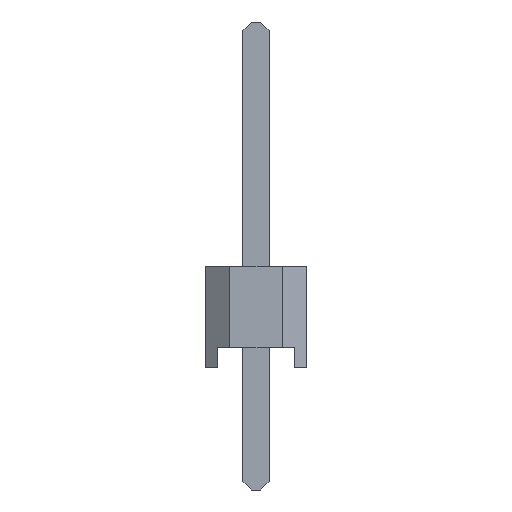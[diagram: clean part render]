
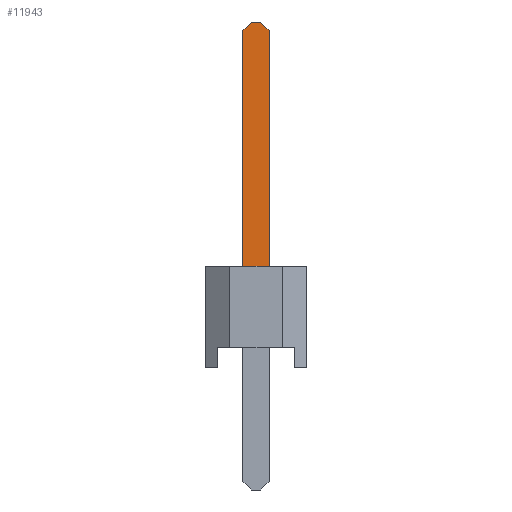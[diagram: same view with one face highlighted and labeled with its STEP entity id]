
A CAD part, left-side view. The second image highlights one B-rep face of the part: STEP entity #11943.
In plain terms, the highlighted planar face has unit normal (-1, 0, 0).
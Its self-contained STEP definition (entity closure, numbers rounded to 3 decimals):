
#515=FACE_OUTER_BOUND('',#1183,.T.);
#1183=EDGE_LOOP('',(#8460,#8461,#8462,#8463,#8464,#8465));
#2354=LINE('',#17564,#3836);
#2388=LINE('',#17631,#3870);
#2392=LINE('',#17639,#3874);
#2394=LINE('',#17643,#3876);
#2395=LINE('',#17645,#3877);
#2396=LINE('',#17646,#3878);
#3836=VECTOR('',#13963,1.);
#3870=VECTOR('',#14039,1.);
#3874=VECTOR('',#14045,1.);
#3876=VECTOR('',#14049,1.);
#3877=VECTOR('',#14050,1.);
#3878=VECTOR('',#14051,1.);
#5308=VERTEX_POINT('',#17560);
#5310=VERTEX_POINT('',#17563);
#5322=VERTEX_POINT('',#17630);
#5325=VERTEX_POINT('',#17638);
#5326=VERTEX_POINT('',#17642);
#5327=VERTEX_POINT('',#17644);
#6548=EDGE_CURVE('',#5308,#5310,#2354,.T.);
#6582=EDGE_CURVE('',#5308,#5322,#2388,.T.);
#6586=EDGE_CURVE('',#5325,#5310,#2392,.T.);
#6588=EDGE_CURVE('',#5322,#5326,#2394,.T.);
#6589=EDGE_CURVE('',#5326,#5327,#2395,.T.);
#6590=EDGE_CURVE('',#5327,#5325,#2396,.T.);
#8460=ORIENTED_EDGE('',*,*,#6548,.F.);
#8461=ORIENTED_EDGE('',*,*,#6582,.T.);
#8462=ORIENTED_EDGE('',*,*,#6588,.T.);
#8463=ORIENTED_EDGE('',*,*,#6589,.T.);
#8464=ORIENTED_EDGE('',*,*,#6590,.T.);
#8465=ORIENTED_EDGE('',*,*,#6586,.T.);
#11049=PLANE('',#12628);
#11943=ADVANCED_FACE('',(#515),#11049,.T.);
#12628=AXIS2_PLACEMENT_3D('',#17641,#14047,#14048);
#13963=DIRECTION('',(0.,1.,0.));
#14039=DIRECTION('',(0.,0.,1.));
#14045=DIRECTION('',(0.,0.,-1.));
#14047=DIRECTION('center_axis',(-1.,0.,0.));
#14048=DIRECTION('ref_axis',(0.,0.,1.));
#14049=DIRECTION('',(0.,0.707,0.707));
#14050=DIRECTION('',(0.,1.,0.));
#14051=DIRECTION('',(0.,0.707,-0.707));
#17560=CARTESIAN_POINT('',(-15.56,-0.32,2.5));
#17563=CARTESIAN_POINT('',(-15.56,0.32,2.5));
#17564=CARTESIAN_POINT('',(-15.56,0.,2.5));
#17630=CARTESIAN_POINT('',(-15.56,-0.32,8.3));
#17631=CARTESIAN_POINT('',(-15.56,-0.32,-2.8));
#17638=CARTESIAN_POINT('',(-15.56,0.32,8.3));
#17639=CARTESIAN_POINT('',(-15.56,0.32,-2.8));
#17641=CARTESIAN_POINT('Origin',(-15.56,0.,0.));
#17642=CARTESIAN_POINT('',(-15.56,-0.12,8.5));
#17643=CARTESIAN_POINT('',(-15.56,-0.32,8.3));
#17644=CARTESIAN_POINT('',(-15.56,0.12,8.5));
#17645=CARTESIAN_POINT('',(-15.56,0.12,8.5));
#17646=CARTESIAN_POINT('',(-15.56,0.32,8.3));
